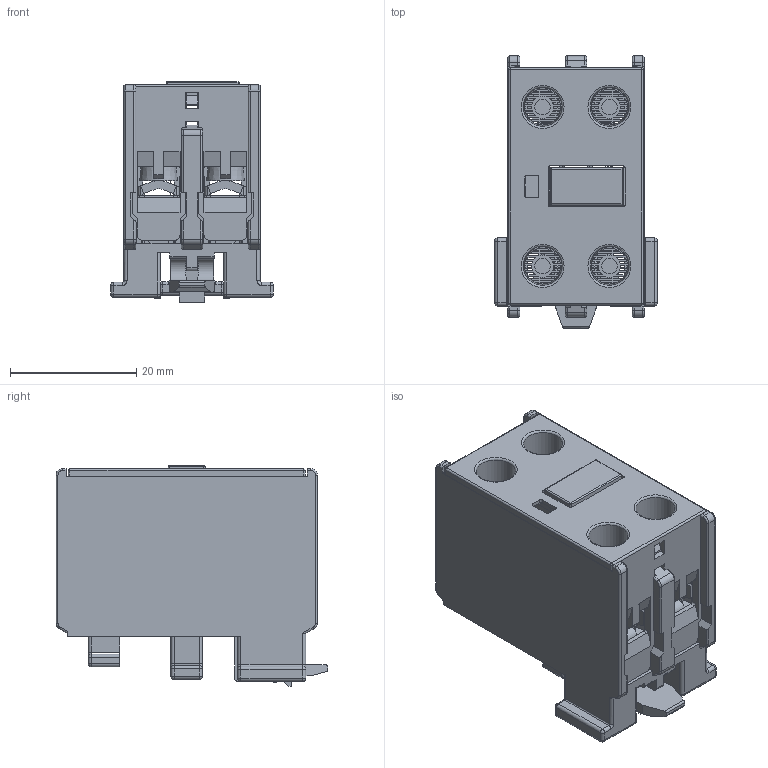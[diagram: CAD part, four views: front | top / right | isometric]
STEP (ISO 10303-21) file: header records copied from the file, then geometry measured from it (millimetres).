
FILE_DESCRIPTION(/* description */ (''),/* implementation_level */ '2;1');
FILE_NAME(/* name */ 'bfx1020.stp',/* time_stamp */ '2020-01-08T16:45:03+01:00',/* author */ (''),/* organization */ (''),/* preprocessor_version */ 'ST-DEVELOPER v16',/* originating_system */ 'SIEMENS PLM Software NX 10.0',/* authorisation */ '');
FILE_SCHEMA (('AP203_CONFIGURATION_CONTROLLED_3D_DESIGN_OF_MECHANICAL_PARTS_AND_ASSEMBLIES_MIM_LF { 1 0 10303 403 2 1 2}'));
Length unit declared in the file: millimetre
Products named in the file (1): Ferr2BF4C26Esnym
Bounding box: 25.8 x 43.1 x 35 mm (x, y, z)
Surface area: 13073.8 mm2 (no closed solid volume)
Topology: 0 solids, 16 shells, 757 faces, 3213 edges, 2378 vertices
Faces by surface type: plane 398, cylinder 269, torus 41, sphere 40, cone 9
Full cylindrical faces by diameter (mm): 6.2 x4
Entity records: 32533 total; most frequent: CARTESIAN_POINT 6473, DIRECTION 5445, ORIENTED_EDGE 4736, EDGE_CURVE 3151, VERTEX_POINT 2368, LINE 2283, VECTOR 2283, AXIS2_PLACEMENT_3D 1581
